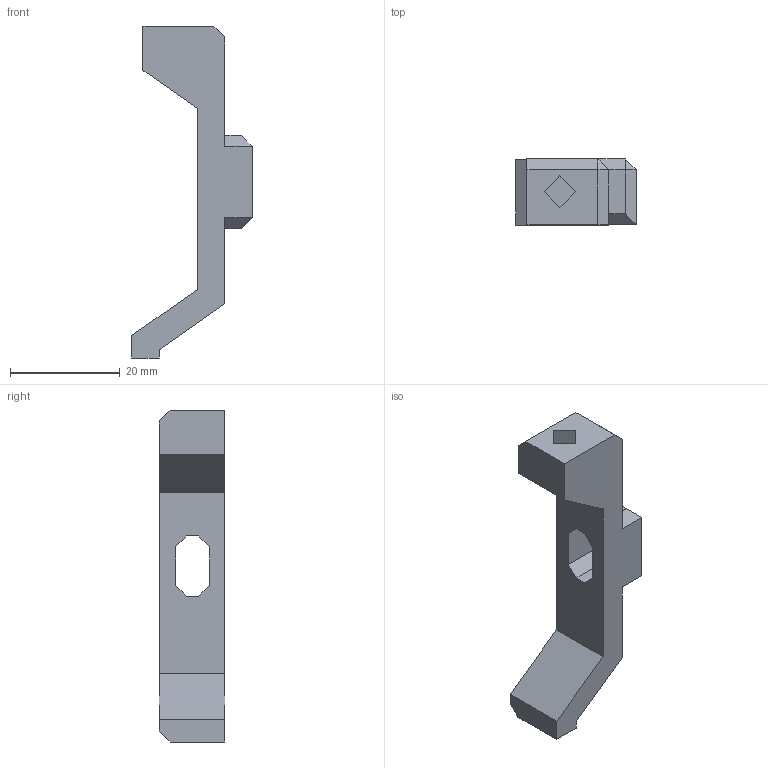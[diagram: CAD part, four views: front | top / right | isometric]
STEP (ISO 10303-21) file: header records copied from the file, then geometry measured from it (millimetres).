
FILE_DESCRIPTION(/* description */ (''),/* implementation_level */ '2;1');
FILE_NAME(/* name */ 'EjectorBar.step',/* time_stamp */ '2025-09-09T22:31:05+02:00',/* author */ (''),/* organization */ (''),/* preprocessor_version */ 'ST-DEVELOPER v20.1',/* originating_system */ 'Autodesk Translation Framework v14.10.0.0',/* authorisation */ '');
FILE_SCHEMA (('AUTOMOTIVE_DESIGN { 1 0 10303 214 3 1 1 }'));
Length unit declared in the file: millimetre
Products named in the file (1): 2025-09-09-22-31-05-382
Bounding box: 21.97 x 12 x 60.52 mm (x, y, z)
Volume: 5449.3 mm3; surface area: 3172.6 mm2
Topology: 1 solids, 1 shells, 46 faces, 113 edges, 70 vertices
Faces by surface type: plane 46
Entity records: 1360 total; most frequent: CARTESIAN_POINT 230, ORIENTED_EDGE 226, DIRECTION 207, LINE 113, VECTOR 113, EDGE_CURVE 113, VERTEX_POINT 70, EDGE_LOOP 49
